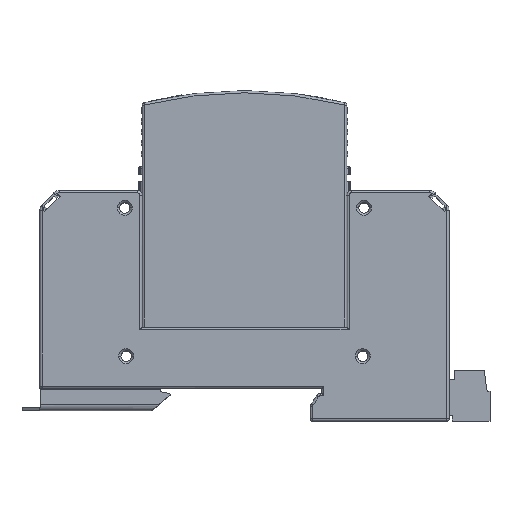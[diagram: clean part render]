
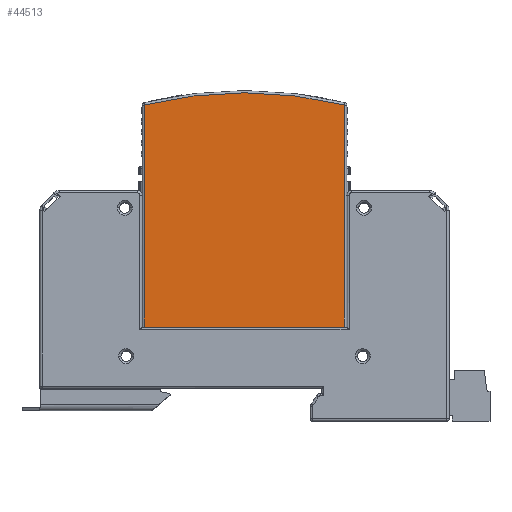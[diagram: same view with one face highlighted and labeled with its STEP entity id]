
A CAD part, top view. The second image highlights one B-rep face of the part: STEP entity #44513.
In plain terms, the highlighted face is planar.
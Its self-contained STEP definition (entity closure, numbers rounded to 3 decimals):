
#41426=CARTESIAN_POINT('',(0.,-8.9,-39.802));
#41427=DIRECTION('',(0.,1.,0.));
#41428=DIRECTION('',(-0.241,0.,0.971));
#41429=AXIS2_PLACEMENT_3D('',#41426,#41427,#41428);
#41434=DIRECTION('',(-1.,0.,0.));
#41435=VECTOR('',#41434,44.);
#41436=CARTESIAN_POINT('',(22.,-8.9,0.));
#41437=LINE('',#41436,#41435);
#41473=DIRECTION('',(0.,0.,-1.));
#41474=VECTOR('',#41473,48.81);
#41475=CARTESIAN_POINT('',(-22.,-8.9,48.81));
#41476=LINE('',#41475,#41474);
#41798=DIRECTION('',(0.,0.,1.));
#41799=VECTOR('',#41798,48.81);
#41800=CARTESIAN_POINT('',(22.,-8.9,0.));
#41801=LINE('',#41800,#41799);
#44084=CARTESIAN_POINT('',(-22.,-8.9,48.81));
#44085=CARTESIAN_POINT('',(22.,-8.9,48.81));
#44086=VERTEX_POINT('',#44084);
#44087=VERTEX_POINT('',#44085);
#44088=CARTESIAN_POINT('',(22.,-8.9,0.));
#44089=VERTEX_POINT('',#44088);
#44090=CARTESIAN_POINT('',(-22.,-8.9,0.));
#44091=VERTEX_POINT('',#44090);
#44498=CARTESIAN_POINT('',(0.,-8.9,0.));
#44499=DIRECTION('',(0.,1.,0.));
#44500=DIRECTION('',(-1.,0.,0.));
#44501=AXIS2_PLACEMENT_3D('',#44498,#44499,#44500);
#44502=PLANE('',#44501);
#44504=ORIENTED_EDGE('',*,*,#44503,.T.);
#44506=ORIENTED_EDGE('',*,*,#44505,.F.);
#44508=ORIENTED_EDGE('',*,*,#44507,.T.);
#44510=ORIENTED_EDGE('',*,*,#44509,.F.);
#44511=EDGE_LOOP('',(#44504,#44506,#44508,#44510));
#44512=FACE_OUTER_BOUND('',#44511,.F.);
#41430=CIRCLE('',#41429,91.302);
#44503=EDGE_CURVE('',#44086,#44087,#41430,.T.);
#44505=EDGE_CURVE('',#44089,#44087,#41801,.T.);
#44507=EDGE_CURVE('',#44089,#44091,#41437,.T.);
#44509=EDGE_CURVE('',#44086,#44091,#41476,.T.);
#44513=ADVANCED_FACE('',(#44512),#44502,.F.);
